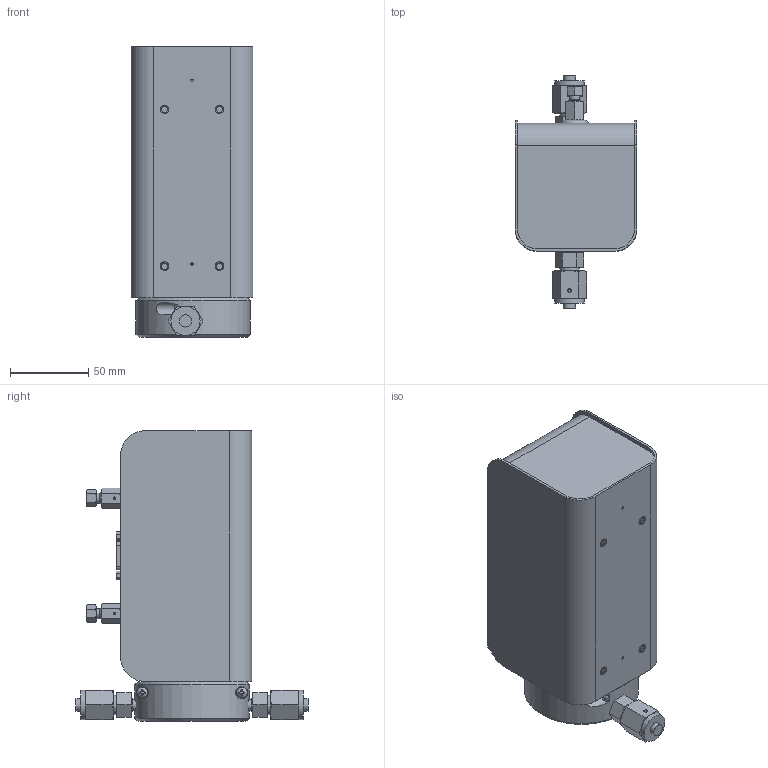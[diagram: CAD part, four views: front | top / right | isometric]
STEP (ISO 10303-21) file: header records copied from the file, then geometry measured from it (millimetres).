
FILE_DESCRIPTION(/* description */ ('Composer Elite Acoustic Sensor (761-219-G1)'),/* implementation_level */ '2;1');
FILE_NAME(/* name */ '761-219-G1 - Composer Elite Acoustic Sensor (Outline Model rev.A).stp',/* time_stamp */ '2016-03-07T10:45:45-05:00',/* author */ ('Joel Plasencia'),/* organization */ ('INFICON'),/* preprocessor_version */ 'ST-DEVELOPER v11',/* originating_system */ 'SIEMENS PLM Software NX 7.5',/* authorisation */ 'Copyright (c) 2016 INFICON - ALL RIGHTS RESERVED');
FILE_SCHEMA (('AUTOMOTIVE_DESIGN { 1 0 10303 214 1 1 1 1 }'));
Length unit declared in the file: inch
Products named in the file (1): 761-219-G1_A
Bounding box: 77.72 x 147.99 x 185.42 mm (x, y, z)
Volume: 1096466.4 mm3; surface area: 88232 mm2
Topology: 5 solids, 22 shells, 613 faces, 1620 edges, 1119 vertices
Faces by surface type: plane 272, cylinder 169, cone 97, bspline 52, sphere 17, torus 6
Full cylindrical faces by diameter (mm): 0.991 x15, 1.524 x4, 1.6 x4, 2.261 x2, 2.286 x2, 2.438 x4, 2.845 x2, 2.946 x18, 3.048 x2, 3.81 x11, 3.962 x4, 3.988 x4, 4.572 x2, 5.334 x2, 5.41 x4, 5.588 x2, 5.893 x2, 6.35 x2, 6.477 x2, 6.528 x2, 7.772 x2, 7.938 x2, 8.763 x2, 9.144 x2, 10.16 x2, 10.312 x2, 11.112 x2, 11.43 x2, 11.938 x2, 12.192 x2
Entity records: 25405 total; most frequent: CARTESIAN_POINT 7531, DIRECTION 3084, ORIENTED_EDGE 2622, AXIS2_PLACEMENT_3D 1324, EDGE_CURVE 1311, VERTEX_POINT 983, EDGE_LOOP 846, PRESENTATION_STYLE_ASSIGNMENT 747
